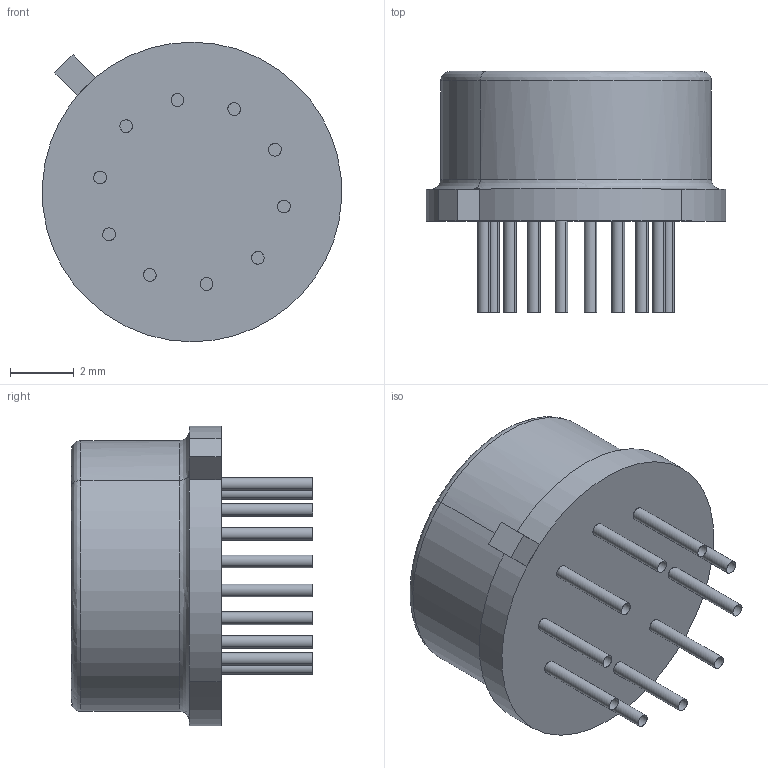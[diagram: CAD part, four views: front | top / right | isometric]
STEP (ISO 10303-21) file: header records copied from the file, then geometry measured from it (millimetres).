
FILE_DESCRIPTION(/* description */ (''),/* implementation_level */ '2;1');
FILE_NAME(/* name */ 'CAN-10~1',/* time_stamp */ '2018-03-02T23:19:58+03:00',/* author */ (''),/* organization */ (''),/* preprocessor_version */ 'ST-DEVELOPER v15',/* originating_system */ '',/* authorisation */ '');
FILE_SCHEMA (('AUTOMOTIVE_DESIGN'));
Length unit declared in the file: millimetre
Products named in the file (1): Document
Bounding box: 9.39 x 7.57 x 9.4 mm (x, y, z)
Volume: 70.5 mm3; surface area: 366.9 mm2
Topology: 2 solids, 13 shells, 37 faces, 92 edges, 60 vertices
Faces by surface type: bspline 28, plane 9
Entity records: 1463 total; most frequent: CARTESIAN_POINT 844, ORIENTED_EDGE 142, EDGE_CURVE 92, VERTEX_POINT 60, ADVANCED_FACE 37, FACE_OUTER_BOUND 37, EDGE_LOOP 37, B_SPLINE_CURVE_WITH_KNOTS 16
